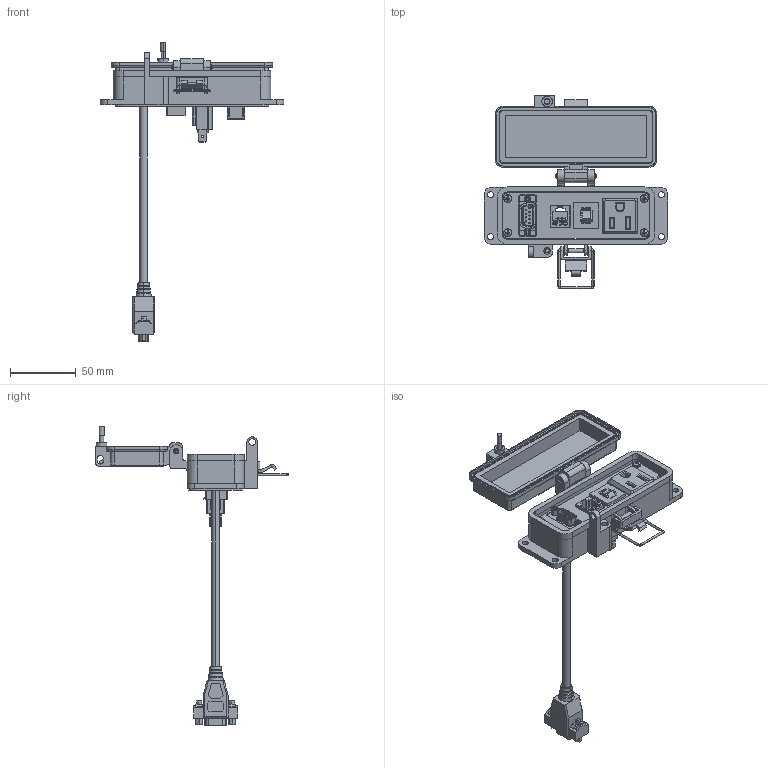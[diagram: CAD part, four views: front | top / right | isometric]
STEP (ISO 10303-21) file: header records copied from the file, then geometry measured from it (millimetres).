
FILE_DESCRIPTION (( 'STEP AP214' ), '1' );
FILE_NAME ('P-P1R2-H3R3_3D.STEP', '2017-11-07T18:14:18', ( '' ), ( '' ), 'SwSTEP 2.0', 'SolidWorks 2017', '' );
FILE_SCHEMA (( 'AUTOMOTIVE_DESIGN' ));
Length unit declared in the file: millimetre
Products named in the file (15): Z-CB-SM; R; Z-200-R0SQ; P-P1R2-H3R3_FP; 90272A106_ZINC-PLTD STL PAN HEAD PHILLIPS MACHINE SCREW_90272A106; P-P1R2-H3R3_TP; P-P1R2-H3R3_BP; P-P1R2-H3R3_3D; 92005A124_METRIC PAN HEAD PHILLIPS MACHINE SCREW_92005A124; H-X-H3_B; Z-000-440316 NUT_95130A110; Z-000-440316 JACK SCREW_92710A212; P1; R2; Z-300-RJ45CAT5
Assembly tree (21 placements, depth 3):
  P-P1R2-H3R3_3D
    P-P1R2-H3R3_BP
    P-P1R2-H3R3_TP
    90272A106_ZINC-PLTD STL PAN HEAD PHILLIPS MACHINE SCREW_90272A106  x3
    P-P1R2-H3R3_FP
    R
      Z-200-R0SQ
    Z-CB-SM
    R2
      Z-300-RJ45CAT5
    P1
    Z-000-440316 JACK SCREW_92710A212  x2
    Z-000-440316 NUT_95130A110  x2
    H-X-H3_B
    92005A124_METRIC PAN HEAD PHILLIPS MACHINE SCREW_92005A124  x4
Bounding box: 140 x 147.61 x 228.28 mm (x, y, z)
Volume: 132033.5 mm3; surface area: 100306.3 mm2
Topology: 35 solids, 35 shells, 3059 faces, 8388 edges, 5492 vertices
Faces by surface type: cylinder 1394, plane 1144, bspline 303, cone 164, torus 40, sphere 14
Entity records: 97338 total; most frequent: CARTESIAN_POINT 35105, ORIENTED_EDGE 11550, DIRECTION 9238, EDGE_CURVE 5775, VERTEX_POINT 3788, VECTOR 3402, LINE 3402, AXIS2_PLACEMENT_3D 2918
